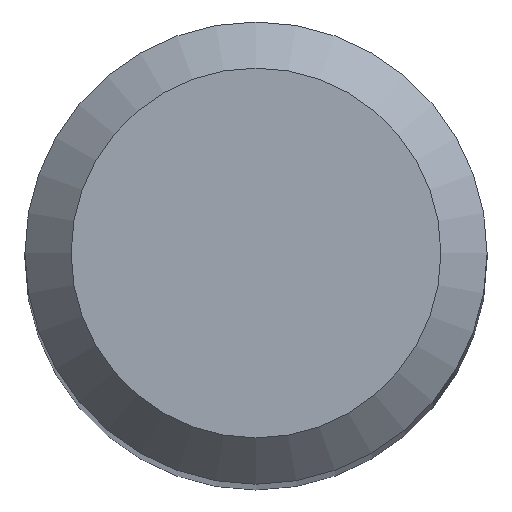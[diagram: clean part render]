
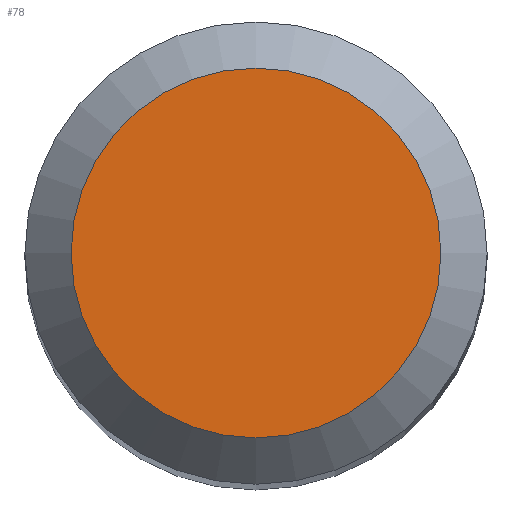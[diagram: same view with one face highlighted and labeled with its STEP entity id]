
A CAD part, top view. The second image highlights one B-rep face of the part: STEP entity #78.
In plain terms, the highlighted planar face has unit normal (0, 0, 1).
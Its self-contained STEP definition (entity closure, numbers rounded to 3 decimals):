
#78=ADVANCED_FACE('',(#98),#92,.F.);
#92=PLANE('',#210);
#98=FACE_OUTER_BOUND('',#104,.T.);
#104=EDGE_LOOP('',(#126));
#126=ORIENTED_EDGE('',*,*,#159,.F.);
#148=VERTEX_POINT('',#297);
#159=EDGE_CURVE('',#148,#148,#170,.T.);
#170=CIRCLE('',#209,1.6);
#209=AXIS2_PLACEMENT_3D('',#296,#242,#243);
#210=AXIS2_PLACEMENT_3D('',#298,#244,#245);
#242=DIRECTION('',(0.,0.,-1.));
#243=DIRECTION('',(-1.,0.,0.));
#244=DIRECTION('',(0.,0.,-1.));
#245=DIRECTION('',(1.,0.,0.));
#296=CARTESIAN_POINT('',(0.,0.,28.));
#297=CARTESIAN_POINT('',(-1.6,0.,28.));
#298=CARTESIAN_POINT('',(0.,0.,28.));
